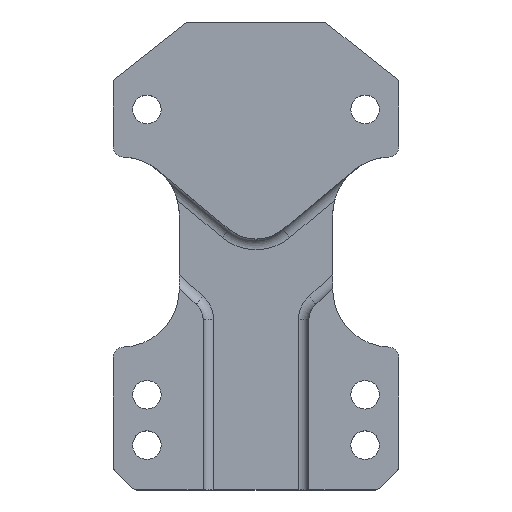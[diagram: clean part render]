
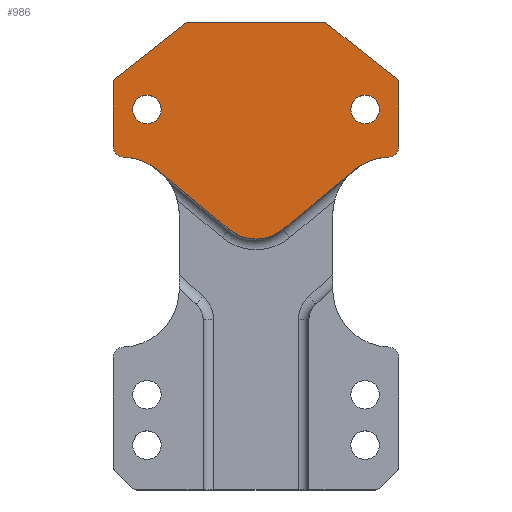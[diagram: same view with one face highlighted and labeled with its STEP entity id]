
A CAD part, top view. The second image highlights one B-rep face of the part: STEP entity #986.
In plain terms, the highlighted planar face has unit normal (0, 0, 1).
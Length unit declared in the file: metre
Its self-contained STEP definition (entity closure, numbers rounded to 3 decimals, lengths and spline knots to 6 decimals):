
#47=B_SPLINE_CURVE_WITH_KNOTS('',3,(#1516,#1517,#1518,#1519),
 .UNSPECIFIED.,.F.,.F.,(4,4),(0.,0.000901),.UNSPECIFIED.);
#48=B_SPLINE_CURVE_WITH_KNOTS('',3,(#1529,#1530,#1531,#1532),
 .UNSPECIFIED.,.F.,.F.,(4,4),(0.,0.0009),.UNSPECIFIED.);
#66=CIRCLE('',#1063,0.0027);
#67=CIRCLE('',#1064,0.0027);
#68=CIRCLE('',#1065,0.008);
#69=CIRCLE('',#1066,0.011);
#70=CIRCLE('',#1067,0.002);
#71=CIRCLE('',#1068,0.001008);
#72=CIRCLE('',#1069,0.002);
#73=CIRCLE('',#1070,0.011);
#128=ORIENTED_EDGE('',*,*,#424,.F.);
#129=ORIENTED_EDGE('',*,*,#425,.F.);
#130=ORIENTED_EDGE('',*,*,#426,.T.);
#131=ORIENTED_EDGE('',*,*,#427,.T.);
#132=ORIENTED_EDGE('',*,*,#428,.F.);
#133=ORIENTED_EDGE('',*,*,#429,.F.);
#134=ORIENTED_EDGE('',*,*,#430,.F.);
#135=ORIENTED_EDGE('',*,*,#431,.F.);
#136=ORIENTED_EDGE('',*,*,#432,.F.);
#137=ORIENTED_EDGE('',*,*,#433,.F.);
#138=ORIENTED_EDGE('',*,*,#434,.F.);
#139=ORIENTED_EDGE('',*,*,#435,.F.);
#140=ORIENTED_EDGE('',*,*,#436,.F.);
#141=ORIENTED_EDGE('',*,*,#437,.F.);
#142=ORIENTED_EDGE('',*,*,#438,.F.);
#143=ORIENTED_EDGE('',*,*,#439,.F.);
#144=ORIENTED_EDGE('',*,*,#440,.F.);
#424=EDGE_CURVE('',#572,#572,#66,.T.);
#425=EDGE_CURVE('',#573,#573,#67,.T.);
#426=EDGE_CURVE('',#574,#575,#665,.T.);
#427=EDGE_CURVE('',#575,#576,#68,.T.);
#428=EDGE_CURVE('',#577,#576,#666,.T.);
#429=EDGE_CURVE('',#578,#577,#69,.T.);
#430=EDGE_CURVE('',#579,#578,#70,.F.);
#431=EDGE_CURVE('',#580,#579,#667,.T.);
#432=EDGE_CURVE('',#581,#580,#47,.T.);
#433=EDGE_CURVE('',#582,#581,#668,.T.);
#434=EDGE_CURVE('',#583,#582,#669,.T.);
#435=EDGE_CURVE('',#584,#583,#71,.F.);
#436=EDGE_CURVE('',#585,#584,#670,.T.);
#437=EDGE_CURVE('',#586,#585,#48,.T.);
#438=EDGE_CURVE('',#587,#586,#671,.T.);
#439=EDGE_CURVE('',#588,#587,#72,.F.);
#440=EDGE_CURVE('',#574,#588,#73,.T.);
#572=VERTEX_POINT('',#1500);
#573=VERTEX_POINT('',#1502);
#574=VERTEX_POINT('',#1504);
#575=VERTEX_POINT('',#1505);
#576=VERTEX_POINT('',#1507);
#577=VERTEX_POINT('',#1509);
#578=VERTEX_POINT('',#1511);
#579=VERTEX_POINT('',#1513);
#580=VERTEX_POINT('',#1515);
#581=VERTEX_POINT('',#1520);
#582=VERTEX_POINT('',#1522);
#583=VERTEX_POINT('',#1524);
#584=VERTEX_POINT('',#1526);
#585=VERTEX_POINT('',#1528);
#586=VERTEX_POINT('',#1533);
#587=VERTEX_POINT('',#1535);
#588=VERTEX_POINT('',#1537);
#665=LINE('',#1503,#742);
#666=LINE('',#1508,#743);
#667=LINE('',#1514,#744);
#668=LINE('',#1521,#745);
#669=LINE('',#1523,#746);
#670=LINE('',#1527,#747);
#671=LINE('',#1534,#748);
#742=VECTOR('',#1196,1.);
#743=VECTOR('',#1199,1.);
#744=VECTOR('',#1204,1.);
#745=VECTOR('',#1205,1.);
#746=VECTOR('',#1206,1.);
#747=VECTOR('',#1209,1.);
#748=VECTOR('',#1210,1.);
#817=EDGE_LOOP('',(#128));
#818=EDGE_LOOP('',(#129));
#819=EDGE_LOOP('',(#130,#131,#132,#133,#134,#135,#136,#137,#138,#139,#140,
#141,#142,#143,#144));
#891=FACE_BOUND('',#817,.T.);
#892=FACE_BOUND('',#818,.T.);
#893=FACE_BOUND('',#819,.T.);
#963=PLANE('',#1062);
#986=ADVANCED_FACE('',(#891,#892,#893),#963,.T.);
#1062=AXIS2_PLACEMENT_3D('',#1498,#1190,#1191);
#1063=AXIS2_PLACEMENT_3D('',#1499,#1192,#1193);
#1064=AXIS2_PLACEMENT_3D('',#1501,#1194,#1195);
#1065=AXIS2_PLACEMENT_3D('',#1506,#1197,#1198);
#1066=AXIS2_PLACEMENT_3D('',#1510,#1200,#1201);
#1067=AXIS2_PLACEMENT_3D('',#1512,#1202,#1203);
#1068=AXIS2_PLACEMENT_3D('',#1525,#1207,#1208);
#1069=AXIS2_PLACEMENT_3D('',#1536,#1211,#1212);
#1070=AXIS2_PLACEMENT_3D('',#1538,#1213,#1214);
#1190=DIRECTION('',(0.,0.,1.));
#1191=DIRECTION('',(1.,0.,0.));
#1192=DIRECTION('',(0.,0.,1.));
#1193=DIRECTION('',(-1.,0.,0.));
#1194=DIRECTION('',(0.,0.,1.));
#1195=DIRECTION('',(-1.,0.,0.));
#1196=DIRECTION('',(0.771,-0.637,0.));
#1197=DIRECTION('',(0.,0.,1.));
#1198=DIRECTION('',(0.,-1.,0.));
#1199=DIRECTION('',(-0.771,-0.637,0.));
#1200=DIRECTION('',(0.,0.,1.));
#1201=DIRECTION('',(0.,-1.,0.));
#1202=DIRECTION('',(0.,0.,1.));
#1203=DIRECTION('',(0.,-1.,0.));
#1204=DIRECTION('',(0.,-1.,0.));
#1205=DIRECTION('',(0.786,-0.618,0.));
#1206=DIRECTION('',(1.,0.,0.));
#1207=DIRECTION('',(0.,0.,1.));
#1208=DIRECTION('',(0.,-1.,0.));
#1209=DIRECTION('',(0.786,0.618,0.));
#1210=DIRECTION('',(0.,1.,0.));
#1211=DIRECTION('',(0.,0.,1.));
#1212=DIRECTION('',(0.,-1.,0.));
#1213=DIRECTION('',(0.,0.,1.));
#1214=DIRECTION('',(0.,-1.,0.));
#1498=CARTESIAN_POINT('',(0.075524,-0.024056,0.010628));
#1499=CARTESIAN_POINT('',(0.054889,0.003661,0.010628));
#1500=CARTESIAN_POINT('',(0.052189,0.003661,0.010628));
#1501=CARTESIAN_POINT('',(0.096159,0.003661,0.010628));
#1502=CARTESIAN_POINT('',(0.093459,0.003661,0.010628));
#1503=CARTESIAN_POINT('',(0.061737,-0.011842,0.010628));
#1504=CARTESIAN_POINT('',(0.057951,-0.008712,0.010628));
#1505=CARTESIAN_POINT('',(0.070428,-0.019024,0.010628));
#1506=CARTESIAN_POINT('',(0.075524,-0.012857,0.010628));
#1507=CARTESIAN_POINT('',(0.080621,-0.019024,0.010628));
#1508=CARTESIAN_POINT('',(0.080524,-0.019104,0.010628));
#1509=CARTESIAN_POINT('',(0.093098,-0.008712,0.010628));
#1510=CARTESIAN_POINT('',(0.101024,-0.016339,0.010628));
#1511=CARTESIAN_POINT('',(0.100601,-0.005348,0.010628));
#1512=CARTESIAN_POINT('',(0.100524,-0.003349,0.010628));
#1513=CARTESIAN_POINT('',(0.102524,-0.003349,0.010628));
#1514=CARTESIAN_POINT('',(0.102524,-0.037932,0.010628));
#1515=CARTESIAN_POINT('',(0.102524,0.008707,0.010628));
#1516=CARTESIAN_POINT('',(0.102142,0.009494,0.010628));
#1517=CARTESIAN_POINT('',(0.102381,0.009306,0.010628));
#1518=CARTESIAN_POINT('',(0.102524,0.009011,0.010628));
#1519=CARTESIAN_POINT('',(0.102524,0.008707,0.010628));
#1520=CARTESIAN_POINT('',(0.102142,0.009494,0.010628));
#1521=CARTESIAN_POINT('',(0.109922,0.003381,0.010628));
#1522=CARTESIAN_POINT('',(0.088524,0.020194,0.010628));
#1523=CARTESIAN_POINT('',(0.085524,0.020194,0.010628));
#1524=CARTESIAN_POINT('',(0.062869,0.020194,0.010628));
#1525=CARTESIAN_POINT('',(0.062873,0.019186,0.010628));
#1526=CARTESIAN_POINT('',(0.062252,0.01998,0.010628));
#1527=CARTESIAN_POINT('',(0.04731,0.008239,0.010628));
#1528=CARTESIAN_POINT('',(0.048906,0.009494,0.010628));
#1529=CARTESIAN_POINT('',(0.048524,0.008707,0.010628));
#1530=CARTESIAN_POINT('',(0.048524,0.009011,0.010628));
#1531=CARTESIAN_POINT('',(0.048668,0.009306,0.010628));
#1532=CARTESIAN_POINT('',(0.048906,0.009494,0.010628));
#1533=CARTESIAN_POINT('',(0.048524,0.008707,0.010628));
#1534=CARTESIAN_POINT('',(0.048524,-0.037932,0.010628));
#1535=CARTESIAN_POINT('',(0.048524,-0.003349,0.010628));
#1536=CARTESIAN_POINT('',(0.050524,-0.003349,0.010628));
#1537=CARTESIAN_POINT('',(0.050447,-0.005348,0.010628));
#1538=CARTESIAN_POINT('',(0.050024,-0.016339,0.010628));
